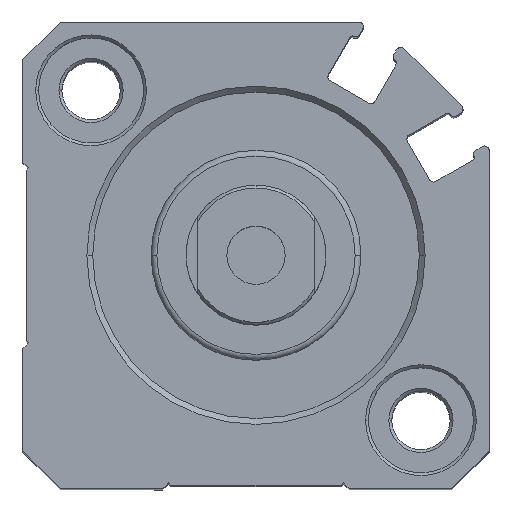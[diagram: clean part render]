
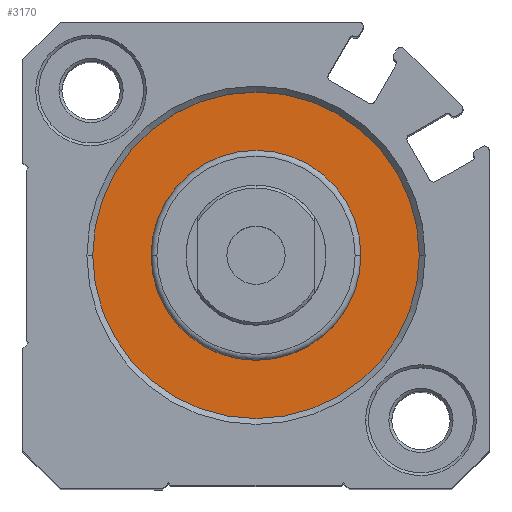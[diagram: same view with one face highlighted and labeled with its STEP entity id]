
A CAD part, top view. The second image highlights one B-rep face of the part: STEP entity #3170.
In plain terms, the highlighted planar face has unit normal (0, 0, 1).
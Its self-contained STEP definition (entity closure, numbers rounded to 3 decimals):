
#42 = CARTESIAN_POINT ( 'NONE',  ( 0., 0., 33.55 ) ) ;
#234 = EDGE_CURVE ( 'NONE', #2451, #3237, #2582, .T. ) ;
#353 = EDGE_CURVE ( 'NONE', #3237, #2451, #1257, .T. ) ;
#386 = DIRECTION ( 'NONE',  ( 1., 0., 0. ) ) ;
#389 = EDGE_LOOP ( 'NONE', ( #1553, #4084 ) ) ;
#804 = EDGE_LOOP ( 'NONE', ( #1005, #3407 ) ) ;
#839 = FACE_BOUND ( 'NONE', #804, .T. ) ;
#938 = DIRECTION ( 'NONE',  ( 0., 0., 1. ) ) ;
#1005 = ORIENTED_EDGE ( 'NONE', *, *, #3564, .F. ) ;
#1032 = AXIS2_PLACEMENT_3D ( 'NONE', #4219, #1181, #3544 ) ;
#1181 = DIRECTION ( 'NONE',  ( 0., 0., 1. ) ) ;
#1257 = CIRCLE ( 'NONE', #2076, 14. ) ;
#1424 = EDGE_CURVE ( 'NONE', #4237, #2020, #4144, .T. ) ;
#1496 = DIRECTION ( 'NONE',  ( 0., 0., 1. ) ) ;
#1553 = ORIENTED_EDGE ( 'NONE', *, *, #234, .T. ) ;
#1804 = DIRECTION ( 'NONE',  ( 0., 0., 1. ) ) ;
#2020 = VERTEX_POINT ( 'NONE', #2295 ) ;
#2076 = AXIS2_PLACEMENT_3D ( 'NONE', #3845, #1804, #4185 ) ;
#2295 = CARTESIAN_POINT ( 'NONE',  ( -9., 0., 33.55 ) ) ;
#2405 = DIRECTION ( 'NONE',  ( 0., 0., 1. ) ) ;
#2451 = VERTEX_POINT ( 'NONE', #3797 ) ;
#2517 = PLANE ( 'NONE',  #1032 ) ;
#2564 = CARTESIAN_POINT ( 'NONE',  ( -14., 0., 33.55 ) ) ;
#2582 = CIRCLE ( 'NONE', #3772, 14. ) ;
#2639 = FACE_OUTER_BOUND ( 'NONE', #389, .T. ) ;
#2971 = CARTESIAN_POINT ( 'NONE',  ( 0., 0., 33.55 ) ) ;
#3170 = ADVANCED_FACE ( 'NONE', ( #839, #2639 ), #2517, .T. ) ;
#3207 = AXIS2_PLACEMENT_3D ( 'NONE', #3519, #1496, #3879 ) ;
#3237 = VERTEX_POINT ( 'NONE', #2564 ) ;
#3312 = DIRECTION ( 'NONE',  ( 1., 0., 0. ) ) ;
#3343 = AXIS2_PLACEMENT_3D ( 'NONE', #2971, #938, #3312 ) ;
#3407 = ORIENTED_EDGE ( 'NONE', *, *, #1424, .F. ) ;
#3412 = CARTESIAN_POINT ( 'NONE',  ( 9., 0., 33.55 ) ) ;
#3519 = CARTESIAN_POINT ( 'NONE',  ( 0., 0., 33.55 ) ) ;
#3544 = DIRECTION ( 'NONE',  ( 1., 0., 0. ) ) ;
#3564 = EDGE_CURVE ( 'NONE', #2020, #4237, #3756, .T. ) ;
#3756 = CIRCLE ( 'NONE', #3207, 9. ) ;
#3772 = AXIS2_PLACEMENT_3D ( 'NONE', #42, #2405, #386 ) ;
#3797 = CARTESIAN_POINT ( 'NONE',  ( 14., 0., 33.55 ) ) ;
#3845 = CARTESIAN_POINT ( 'NONE',  ( 0., 0., 33.55 ) ) ;
#3879 = DIRECTION ( 'NONE',  ( 1., 0., 0. ) ) ;
#4084 = ORIENTED_EDGE ( 'NONE', *, *, #353, .T. ) ;
#4144 = CIRCLE ( 'NONE', #3343, 9. ) ;
#4185 = DIRECTION ( 'NONE',  ( 1., 0., 0. ) ) ;
#4219 = CARTESIAN_POINT ( 'NONE',  ( 0., 0., 33.55 ) ) ;
#4237 = VERTEX_POINT ( 'NONE', #3412 ) ;
